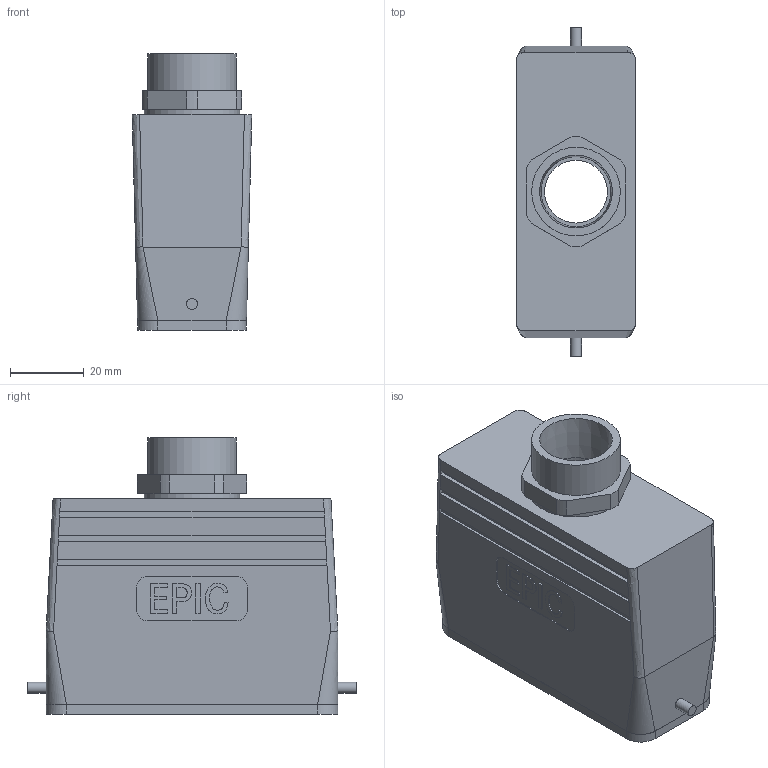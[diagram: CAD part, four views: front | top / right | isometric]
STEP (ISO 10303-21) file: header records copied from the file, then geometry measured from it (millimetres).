
FILE_DESCRIPTION( ( 'Unknown' ), '1' );
FILE_NAME( 'H_A_16_TG_NPT_12.stp', 'Unknown', ( 'Unknown' ), ( 'Unknown' ), 'PSStep 11.0', 'Unknown', ' ' );
FILE_SCHEMA( ( 'AUTOMOTIVE_DESIGN { 1 0 10303 214 1 1 1 1 }' ) );
Length unit declared in the file: millimetre
Products named in the file (1): 1
Bounding box: 32.4 x 89 x 74.8 mm (x, y, z)
Volume: 49686.5 mm3; surface area: 32155.2 mm2
Topology: 1 solids, 1 shells, 172 faces, 425 edges, 273 vertices
Faces by surface type: plane 122, cylinder 36, bspline 8, extrusion 5, cone 1
Full cylindrical faces by diameter (mm): 2.459 x4, 3 x2, 17 x1, 18.923 x1, 24 x1, 26 x1
Entity records: 6941 total; most frequent: CARTESIAN_POINT 1716, ORIENTED_EDGE 824, DIRECTION 698, EDGE_CURVE 412, VERTEX_POINT 271, AXIS2_PLACEMENT_3D 233, VECTOR 232, LINE 227
